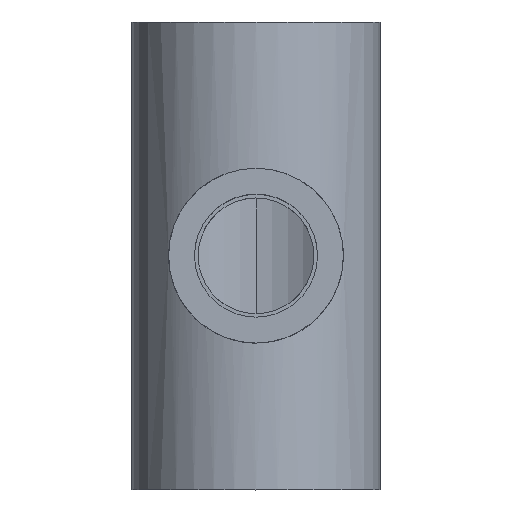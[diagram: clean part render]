
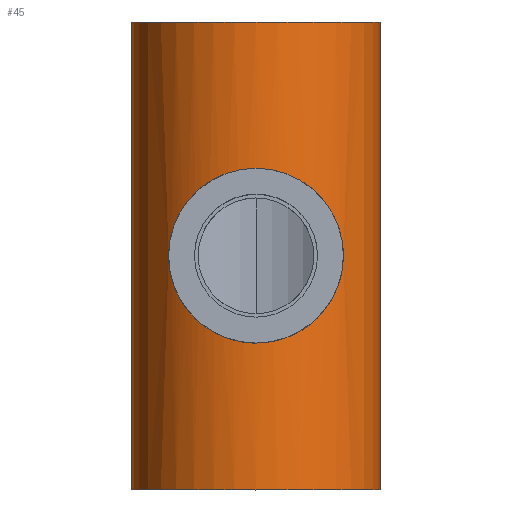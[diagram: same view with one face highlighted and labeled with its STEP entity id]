
A CAD part, top view. The second image highlights one B-rep face of the part: STEP entity #45.
In plain terms, the highlighted cylindrical face has radius 25.25 mm (diameter 50.5 mm), a partial arc.
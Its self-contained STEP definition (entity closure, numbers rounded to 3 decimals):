
#45=ADVANCED_FACE('',(#103,#104),#105,.T.);
#103=FACE_OUTER_BOUND('',#178,.T.);
#104=FACE_BOUND('',#179,.T.);
#105=CYLINDRICAL_SURFACE('',#180,25.25);
#178=EDGE_LOOP('',(#247,#248,#249,#250));
#179=EDGE_LOOP('',(#251,#252));
#180=AXIS2_PLACEMENT_3D('',#253,#254,#255);
#247=ORIENTED_EDGE('',*,*,#418,.F.);
#248=ORIENTED_EDGE('',*,*,#419,.F.);
#249=ORIENTED_EDGE('',*,*,#420,.F.);
#250=ORIENTED_EDGE('',*,*,#421,.F.);
#251=ORIENTED_EDGE('',*,*,#422,.T.);
#252=ORIENTED_EDGE('',*,*,#423,.T.);
#253=CARTESIAN_POINT('',(0.0,0.0,0.0));
#254=DIRECTION('',(0.0,-1.0,0.0));
#255=DIRECTION('',(1.0,0.0,0.0));
#418=EDGE_CURVE('',#484,#485,#486,.T.);
#419=EDGE_CURVE('',#487,#484,#488,.T.);
#420=EDGE_CURVE('',#489,#487,#490,.T.);
#421=EDGE_CURVE('',#485,#489,#491,.T.);
#422=EDGE_CURVE('',#492,#493,#494,.T.);
#423=EDGE_CURVE('',#493,#492,#495,.T.);
#484=VERTEX_POINT('',#580);
#485=VERTEX_POINT('',#581);
#486=LINE('',#582,#583);
#487=VERTEX_POINT('',#584);
#488=CIRCLE('',#585,25.25);
#489=VERTEX_POINT('',#586);
#490=LINE('',#587,#588);
#491=CIRCLE('',#589,25.25);
#492=VERTEX_POINT('',#590);
#493=VERTEX_POINT('',#591);
#494=B_SPLINE_CURVE_WITH_KNOTS('',3,(#592,#593,#594,#595,#596,#597,#598,#599,#600,#601,#602,#603,#604,#605,#606,#607,#608,#609,#610,#611,#612,#613,#614,#615,#616,#617,#618,#619,#620,#621,#622,#623,#624,#625,#626,#627,#628,#629,#630,#631,#632,#633,#634,#635,#636,#637),.UNSPECIFIED.,.F.,.F.,(4,2,2,2,2,2,2,2,2,2,2,2,2,2,2,2,2,2,2,2,2,2,4),(0.0,1.765,3.53,7.06,10.59,14.12,17.598,21.076,22.816,24.555,26.294,28.033,29.772,31.512,33.251,34.99,38.468,41.947,45.477,49.007,52.536,54.301,56.066),.UNSPECIFIED.);
#495=B_SPLINE_CURVE_WITH_KNOTS('',3,(#638,#639,#640,#641,#642,#643,#644,#645,#646,#647,#648,#649,#650,#651,#652,#653,#654,#655,#656,#657,#658,#659,#660,#661,#662,#663,#664,#665,#666,#667,#668,#669,#670,#671,#672,#673,#674,#675,#676,#677,#678,#679,#680,#681,#682,#683),.UNSPECIFIED.,.F.,.F.,(4,2,2,2,2,2,2,2,2,2,2,2,2,2,2,2,2,2,2,2,2,2,4),(56.066,57.831,59.596,63.126,66.656,70.186,73.665,77.143,78.882,80.621,82.36,84.1,85.839,87.578,89.317,91.056,94.535,98.013,101.543,105.073,108.603,110.368,112.133),.UNSPECIFIED.);
#580=CARTESIAN_POINT('',(25.25,47.5,0.0));
#581=CARTESIAN_POINT('',(25.25,-47.5,0.0));
#582=CARTESIAN_POINT('',(25.25,0.0,0.));
#583=VECTOR('',#848,1.0);
#584=CARTESIAN_POINT('',(-25.25,47.5,0.));
#585=AXIS2_PLACEMENT_3D('',#849,#850,#851);
#586=CARTESIAN_POINT('',(-25.25,-47.5,0.));
#587=CARTESIAN_POINT('',(-25.25,0.0,0.));
#588=VECTOR('',#852,1.0);
#589=AXIS2_PLACEMENT_3D('',#853,#854,#855);
#590=CARTESIAN_POINT('',(-17.75,0.0,17.958));
#591=CARTESIAN_POINT('',(17.75,0.,17.958));
#592=CARTESIAN_POINT('',(-17.75,0.0,17.958));
#593=CARTESIAN_POINT('',(-17.75,0.588,17.958));
#594=CARTESIAN_POINT('',(-17.721,1.18,17.987));
#595=CARTESIAN_POINT('',(-17.602,2.36,18.103));
#596=CARTESIAN_POINT('',(-17.513,2.948,18.19));
#597=CARTESIAN_POINT('',(-17.159,4.694,18.526));
#598=CARTESIAN_POINT('',(-16.806,5.831,18.854));
#599=CARTESIAN_POINT('',(-15.892,7.992,19.631));
#600=CARTESIAN_POINT('',(-15.331,9.018,20.078));
#601=CARTESIAN_POINT('',(-14.047,10.912,20.997));
#602=CARTESIAN_POINT('',(-13.322,11.78,21.468));
#603=CARTESIAN_POINT('',(-11.791,13.311,22.345));
#604=CARTESIAN_POINT('',(-10.929,14.033,22.786));
#605=CARTESIAN_POINT('',(-9.035,15.321,23.601));
#606=CARTESIAN_POINT('',(-8.003,15.888,23.975));
#607=CARTESIAN_POINT('',(-6.37,16.578,24.44));
#608=CARTESIAN_POINT('',(-5.811,16.782,24.579));
#609=CARTESIAN_POINT('',(-4.674,17.134,24.82));
#610=CARTESIAN_POINT('',(-4.095,17.281,24.923));
#611=CARTESIAN_POINT('',(-2.929,17.517,25.087));
#612=CARTESIAN_POINT('',(-2.341,17.605,25.148));
#613=CARTESIAN_POINT('',(-1.166,17.721,25.23));
#614=CARTESIAN_POINT('',(-0.58,17.75,25.25));
#615=CARTESIAN_POINT('',(0.58,17.75,25.25));
#616=CARTESIAN_POINT('',(1.166,17.721,25.23));
#617=CARTESIAN_POINT('',(2.341,17.605,25.148));
#618=CARTESIAN_POINT('',(2.929,17.517,25.087));
#619=CARTESIAN_POINT('',(4.095,17.281,24.923));
#620=CARTESIAN_POINT('',(4.674,17.134,24.82));
#621=CARTESIAN_POINT('',(5.811,16.782,24.579));
#622=CARTESIAN_POINT('',(6.37,16.578,24.44));
#623=CARTESIAN_POINT('',(8.003,15.888,23.975));
#624=CARTESIAN_POINT('',(9.035,15.321,23.601));
#625=CARTESIAN_POINT('',(10.929,14.033,22.786));
#626=CARTESIAN_POINT('',(11.791,13.311,22.345));
#627=CARTESIAN_POINT('',(13.322,11.78,21.468));
#628=CARTESIAN_POINT('',(14.047,10.912,20.997));
#629=CARTESIAN_POINT('',(15.331,9.018,20.078));
#630=CARTESIAN_POINT('',(15.892,7.992,19.631));
#631=CARTESIAN_POINT('',(16.806,5.831,18.854));
#632=CARTESIAN_POINT('',(17.159,4.694,18.526));
#633=CARTESIAN_POINT('',(17.513,2.948,18.19));
#634=CARTESIAN_POINT('',(17.602,2.36,18.103));
#635=CARTESIAN_POINT('',(17.721,1.18,17.987));
#636=CARTESIAN_POINT('',(17.75,0.588,17.958));
#637=CARTESIAN_POINT('',(17.75,0.,17.958));
#638=CARTESIAN_POINT('',(17.75,0.0,17.958));
#639=CARTESIAN_POINT('',(17.75,-0.588,17.958));
#640=CARTESIAN_POINT('',(17.721,-1.18,17.987));
#641=CARTESIAN_POINT('',(17.602,-2.36,18.103));
#642=CARTESIAN_POINT('',(17.513,-2.948,18.19));
#643=CARTESIAN_POINT('',(17.159,-4.694,18.526));
#644=CARTESIAN_POINT('',(16.806,-5.831,18.854));
#645=CARTESIAN_POINT('',(15.892,-7.992,19.631));
#646=CARTESIAN_POINT('',(15.331,-9.018,20.078));
#647=CARTESIAN_POINT('',(14.047,-10.912,20.997));
#648=CARTESIAN_POINT('',(13.322,-11.78,21.468));
#649=CARTESIAN_POINT('',(11.791,-13.311,22.345));
#650=CARTESIAN_POINT('',(10.929,-14.033,22.786));
#651=CARTESIAN_POINT('',(9.035,-15.321,23.601));
#652=CARTESIAN_POINT('',(8.003,-15.888,23.975));
#653=CARTESIAN_POINT('',(6.37,-16.578,24.44));
#654=CARTESIAN_POINT('',(5.811,-16.782,24.579));
#655=CARTESIAN_POINT('',(4.674,-17.134,24.82));
#656=CARTESIAN_POINT('',(4.095,-17.281,24.923));
#657=CARTESIAN_POINT('',(2.929,-17.517,25.087));
#658=CARTESIAN_POINT('',(2.341,-17.605,25.148));
#659=CARTESIAN_POINT('',(1.166,-17.721,25.23));
#660=CARTESIAN_POINT('',(0.58,-17.75,25.25));
#661=CARTESIAN_POINT('',(-0.58,-17.75,25.25));
#662=CARTESIAN_POINT('',(-1.166,-17.721,25.23));
#663=CARTESIAN_POINT('',(-2.341,-17.605,25.148));
#664=CARTESIAN_POINT('',(-2.929,-17.517,25.087));
#665=CARTESIAN_POINT('',(-4.095,-17.281,24.923));
#666=CARTESIAN_POINT('',(-4.674,-17.134,24.82));
#667=CARTESIAN_POINT('',(-5.811,-16.782,24.579));
#668=CARTESIAN_POINT('',(-6.37,-16.578,24.44));
#669=CARTESIAN_POINT('',(-8.003,-15.888,23.975));
#670=CARTESIAN_POINT('',(-9.035,-15.321,23.601));
#671=CARTESIAN_POINT('',(-10.929,-14.033,22.786));
#672=CARTESIAN_POINT('',(-11.791,-13.311,22.345));
#673=CARTESIAN_POINT('',(-13.322,-11.78,21.468));
#674=CARTESIAN_POINT('',(-14.047,-10.912,20.997));
#675=CARTESIAN_POINT('',(-15.331,-9.018,20.078));
#676=CARTESIAN_POINT('',(-15.892,-7.992,19.631));
#677=CARTESIAN_POINT('',(-16.806,-5.831,18.854));
#678=CARTESIAN_POINT('',(-17.159,-4.694,18.526));
#679=CARTESIAN_POINT('',(-17.513,-2.948,18.19));
#680=CARTESIAN_POINT('',(-17.602,-2.36,18.103));
#681=CARTESIAN_POINT('',(-17.721,-1.18,17.987));
#682=CARTESIAN_POINT('',(-17.75,-0.588,17.958));
#683=CARTESIAN_POINT('',(-17.75,0.0,17.958));
#848=DIRECTION('',(0.0,-1.0,0.0));
#849=CARTESIAN_POINT('',(0.0,47.5,0.0));
#850=DIRECTION('',(-0.0,1.0,0.0));
#851=DIRECTION('',(1.0,0.0,0.0));
#852=DIRECTION('',(-0.0,1.0,-0.0));
#853=CARTESIAN_POINT('',(0.0,-47.5,0.0));
#854=DIRECTION('',(0.0,-1.0,0.0));
#855=DIRECTION('',(1.0,0.0,0.0));
